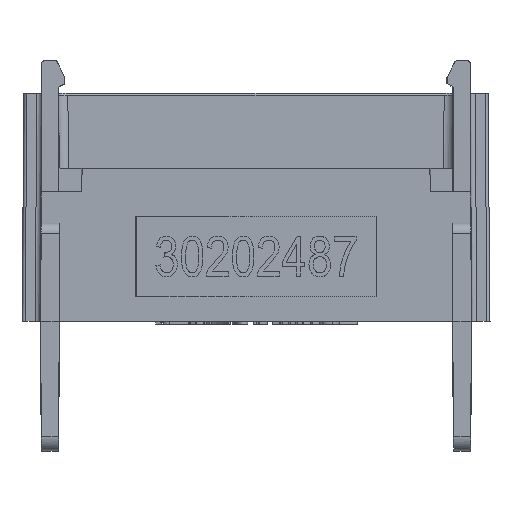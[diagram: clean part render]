
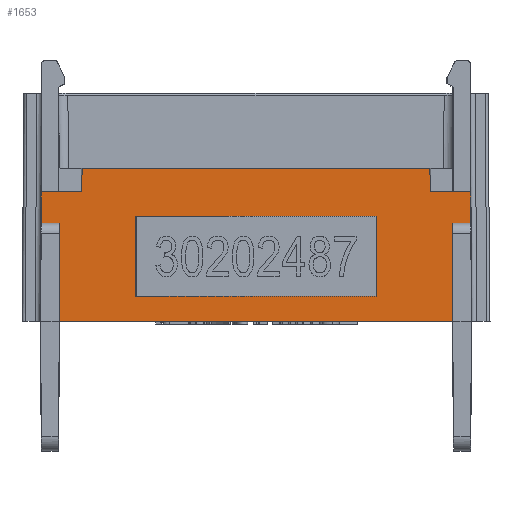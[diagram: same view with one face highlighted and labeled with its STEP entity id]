
A CAD part, left-side view. The second image highlights one B-rep face of the part: STEP entity #1653.
In plain terms, the highlighted planar face has unit normal (-1, 0, 0).
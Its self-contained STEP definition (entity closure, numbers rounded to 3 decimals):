
#167=FACE_BOUND('',#3428,.T.);
#168=FACE_BOUND('',#3429,.T.);
#1653=ADVANCED_FACE('',(#167,#168),#2066,.T.);
#2066=PLANE('',#13737);
#3428=EDGE_LOOP('',(#7072,#7073,#7074,#7075));
#3429=EDGE_LOOP('',(#7076,#7077,#7078,#7079,#7080,#7081,#7082,#7083,#7084,
#7085,#7086,#7087));
#7072=ORIENTED_EDGE('',*,*,#8413,.F.);
#7073=ORIENTED_EDGE('',*,*,#10164,.F.);
#7074=ORIENTED_EDGE('',*,*,#9152,.F.);
#7075=ORIENTED_EDGE('',*,*,#10163,.F.);
#7076=ORIENTED_EDGE('',*,*,#8351,.F.);
#7077=ORIENTED_EDGE('',*,*,#10170,.F.);
#7078=ORIENTED_EDGE('',*,*,#10154,.F.);
#7079=ORIENTED_EDGE('',*,*,#10145,.T.);
#7080=ORIENTED_EDGE('',*,*,#10153,.T.);
#7081=ORIENTED_EDGE('',*,*,#9975,.F.);
#7082=ORIENTED_EDGE('',*,*,#10152,.F.);
#7083=ORIENTED_EDGE('',*,*,#10142,.T.);
#7084=ORIENTED_EDGE('',*,*,#10151,.F.);
#7085=ORIENTED_EDGE('',*,*,#10169,.T.);
#7086=ORIENTED_EDGE('',*,*,#8347,.T.);
#7087=ORIENTED_EDGE('',*,*,#10180,.T.);
#7108=VERTEX_POINT('',#16999);
#7111=VERTEX_POINT('',#17004);
#7112=VERTEX_POINT('',#17008);
#7115=VERTEX_POINT('',#17013);
#7164=VERTEX_POINT('',#17305);
#7165=VERTEX_POINT('',#17306);
#7769=VERTEX_POINT('',#20125);
#7770=VERTEX_POINT('',#20126);
#8253=VERTEX_POINT('',#23459);
#8254=VERTEX_POINT('',#23461);
#8308=VERTEX_POINT('',#23816);
#8309=VERTEX_POINT('',#23818);
#8310=VERTEX_POINT('',#23822);
#8311=VERTEX_POINT('',#23824);
#8312=VERTEX_POINT('',#23834);
#8313=VERTEX_POINT('',#23842);
#8347=EDGE_CURVE('',#7108,#7111,#10211,.T.);
#8351=EDGE_CURVE('',#7115,#7112,#10215,.T.);
#8413=EDGE_CURVE('',#7164,#7165,#10265,.T.);
#9152=EDGE_CURVE('',#7769,#7770,#10774,.T.);
#9975=EDGE_CURVE('',#8253,#8254,#11292,.T.);
#10142=EDGE_CURVE('',#8308,#8309,#11422,.T.);
#10145=EDGE_CURVE('',#8310,#8311,#11425,.T.);
#10151=EDGE_CURVE('',#8312,#8309,#11431,.T.);
#10152=EDGE_CURVE('',#8308,#8253,#11432,.T.);
#10153=EDGE_CURVE('',#8311,#8254,#11433,.T.);
#10154=EDGE_CURVE('',#8310,#8313,#11434,.T.);
#10163=EDGE_CURVE('',#7165,#7769,#11440,.T.);
#10164=EDGE_CURVE('',#7770,#7164,#11441,.T.);
#10169=EDGE_CURVE('',#8312,#7108,#11444,.T.);
#10170=EDGE_CURVE('',#8313,#7115,#11445,.T.);
#10180=EDGE_CURVE('',#7111,#7112,#11455,.T.);
#10211=LINE('',#17005,#11486);
#10215=LINE('',#17014,#11490);
#10265=LINE('',#17304,#11544);
#10774=LINE('',#20124,#12084);
#11292=LINE('',#23460,#12611);
#11422=LINE('',#23819,#12741);
#11425=LINE('',#23825,#12744);
#11431=LINE('',#23835,#12750);
#11432=LINE('',#23837,#12751);
#11433=LINE('',#23839,#12752);
#11434=LINE('',#23841,#12753);
#11440=LINE('',#23871,#12759);
#11441=LINE('',#23873,#12760);
#11444=LINE('',#23883,#12763);
#11445=LINE('',#23885,#12764);
#11455=LINE('',#23901,#12774);
#11486=VECTOR('',#13779,1.);
#11490=VECTOR('',#13785,1.);
#11544=VECTOR('',#13875,1.);
#12084=VECTOR('',#15127,1.);
#12611=VECTOR('',#16448,1.);
#12741=VECTOR('',#16862,1.);
#12744=VECTOR('',#16867,1.);
#12750=VECTOR('',#16879,1.);
#12751=VECTOR('',#16882,1.);
#12752=VECTOR('',#16885,1.);
#12753=VECTOR('',#16888,1.);
#12759=VECTOR('',#16900,1.);
#12760=VECTOR('',#16903,1.);
#12763=VECTOR('',#16916,1.);
#12764=VECTOR('',#16919,1.);
#12774=VECTOR('',#16935,1.);
#13737=AXIS2_PLACEMENT_3D('',#23910,#16945,#16946);
#13779=DIRECTION('',(0.,0.009,1.));
#13785=DIRECTION('',(0.,-0.009,1.));
#13875=DIRECTION('',(0.,-1.,0.));
#15127=DIRECTION('',(0.,1.,0.));
#16448=DIRECTION('',(0.,1.,0.));
#16862=DIRECTION('',(0.,-1.,0.));
#16867=DIRECTION('',(0.,-1.,0.));
#16879=DIRECTION('',(0.,-0.009,-1.));
#16882=DIRECTION('',(0.,0.,-1.));
#16885=DIRECTION('',(0.,0.,-1.));
#16888=DIRECTION('',(0.,-0.009,1.));
#16900=DIRECTION('',(0.,0.,1.));
#16903=DIRECTION('',(0.,0.,-1.));
#16916=DIRECTION('',(0.,1.,0.));
#16919=DIRECTION('',(0.,-1.,0.));
#16935=DIRECTION('',(0.,1.,0.));
#16945=DIRECTION('',(-1.,0.,0.));
#16946=DIRECTION('',(0.,-1.,0.));
#16999=CARTESIAN_POINT('',(-23.1,-17.415,12.925));
#17004=CARTESIAN_POINT('',(-23.1,-17.394,15.3));
#17005=CARTESIAN_POINT('',(-23.1,-17.527,0.153));
#17008=CARTESIAN_POINT('',(-23.1,17.394,15.3));
#17013=CARTESIAN_POINT('',(-23.1,17.415,12.925));
#17014=CARTESIAN_POINT('',(-23.1,17.414,12.999));
#17304=CARTESIAN_POINT('',(-23.1,12.,2.5));
#17305=CARTESIAN_POINT('',(-23.1,12.,2.5));
#17306=CARTESIAN_POINT('',(-23.1,-12.,2.5));
#20124=CARTESIAN_POINT('',(-23.1,0.,10.5));
#20125=CARTESIAN_POINT('',(-23.1,-12.,10.5));
#20126=CARTESIAN_POINT('',(-23.1,12.,10.5));
#23459=CARTESIAN_POINT('',(-23.1,-19.656,0.));
#23460=CARTESIAN_POINT('',(-23.1,-10.351,0.));
#23461=CARTESIAN_POINT('',(-23.1,19.656,0.));
#23816=CARTESIAN_POINT('',(-23.1,-19.656,9.8));
#23818=CARTESIAN_POINT('',(-23.1,-21.477,9.8));
#23819=CARTESIAN_POINT('',(-23.1,27.,9.8));
#23822=CARTESIAN_POINT('',(-23.1,21.477,9.8));
#23824=CARTESIAN_POINT('',(-23.1,19.656,9.8));
#23825=CARTESIAN_POINT('',(-23.1,27.,9.8));
#23834=CARTESIAN_POINT('',(-23.1,-21.45,12.925));
#23835=CARTESIAN_POINT('',(-23.1,-21.562,0.12));
#23837=CARTESIAN_POINT('',(-23.1,-19.656,0.));
#23839=CARTESIAN_POINT('',(-23.1,19.656,0.));
#23841=CARTESIAN_POINT('',(-23.1,21.562,0.12));
#23842=CARTESIAN_POINT('',(-23.1,21.45,12.925));
#23871=CARTESIAN_POINT('',(-23.1,-12.,2.5));
#23873=CARTESIAN_POINT('',(-23.1,12.,10.5));
#23883=CARTESIAN_POINT('',(-23.1,-4.115,12.925));
#23885=CARTESIAN_POINT('',(-23.1,0.,12.925));
#23901=CARTESIAN_POINT('',(-23.1,0.,15.3));
#23910=CARTESIAN_POINT('',(-23.1,0.,0.));
